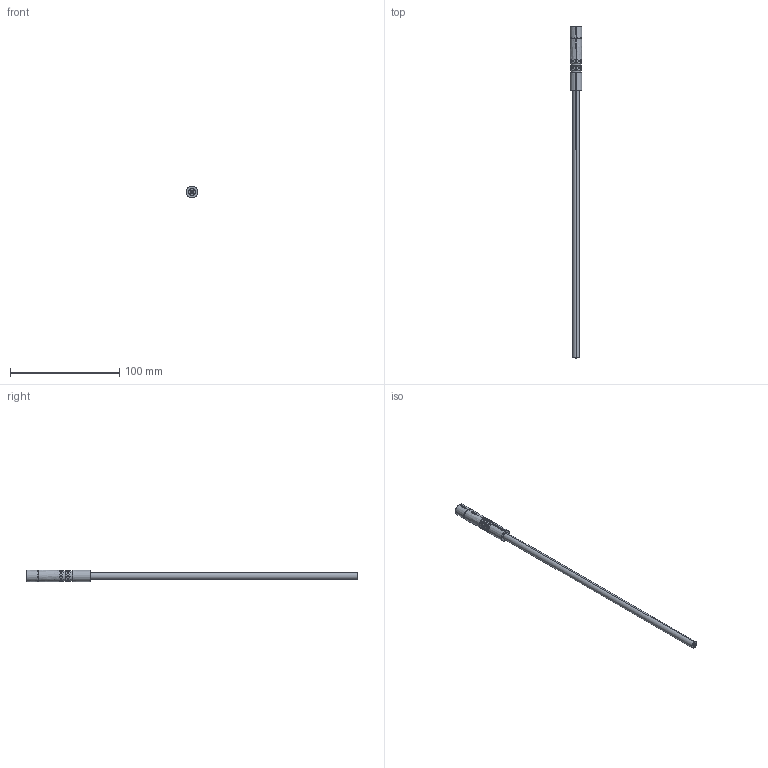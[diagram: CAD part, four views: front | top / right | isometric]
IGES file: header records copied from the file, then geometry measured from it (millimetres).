
Start section: SolidWorks IGES file using analytic representation for surfaces
Global section: file name: 23258-XX-A.IGS; native system: SolidWorks 2012; preprocessor: SolidWorks 2012; author: lee sanders; date: 140114.083043; units: inch
Bounding box: 10.67 x 304.36 x 10.67 mm (x, y, z)
Surface area: 18973.4 mm2 (no closed solid volume)
Topology: 0 solids, 0 shells, 455 faces, 4644 edges, 4640 vertices
Faces by surface type: bspline 326, revolution 129
